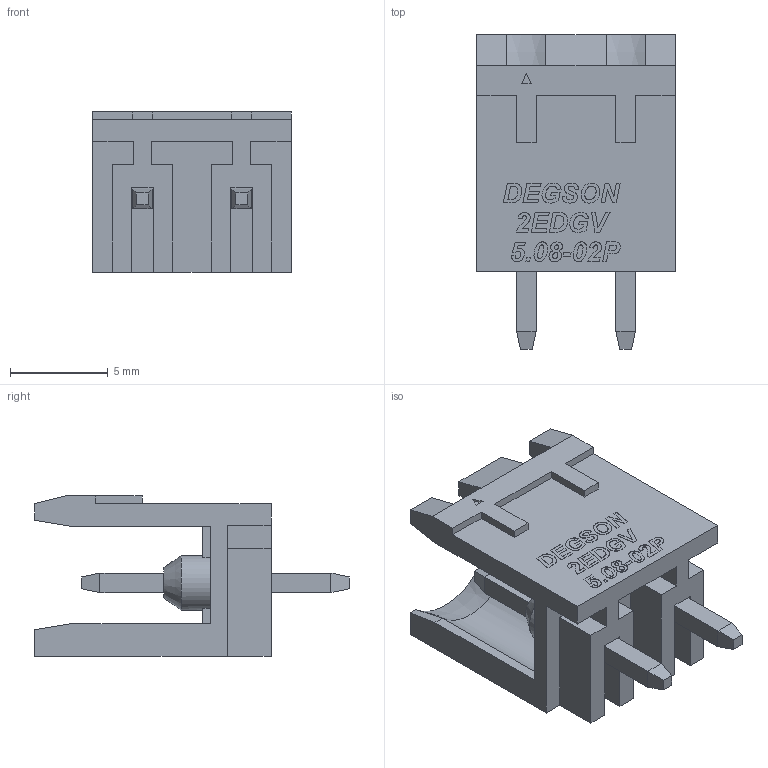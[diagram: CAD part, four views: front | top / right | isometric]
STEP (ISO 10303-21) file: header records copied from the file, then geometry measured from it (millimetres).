
FILE_DESCRIPTION(('FreeCAD Model'),'2;1');
FILE_NAME('Open CASCADE Shape Model','2022-07-20T14:51:00',(''),(''), 'Open CASCADE STEP processor 7.6','FreeCAD','Unknown');
FILE_SCHEMA(('AUTOMOTIVE_DESIGN { 1 0 10303 214 1 1 1 1 }'));
Length unit declared in the file: millimetre
Products named in the file (1): 2EDGV-5.08-02P-14-00AH
Bounding box: 10.16 x 16.1 x 8.2 mm (x, y, z)
Volume: 409.3 mm3; surface area: 902 mm2
Topology: 1 solids, 1 shells, 401 faces, 1073 edges, 706 vertices
Faces by surface type: plane 252, bspline 137, cone 6, cylinder 6
Entity records: 21369 total; most frequent: CARTESIAN_POINT 10202, ORIENTED_EDGE 2146, DIRECTION 1355, EDGE_CURVE 1073, LINE 765, VECTOR 765, VERTEX_POINT 706, FACE_BOUND 433
